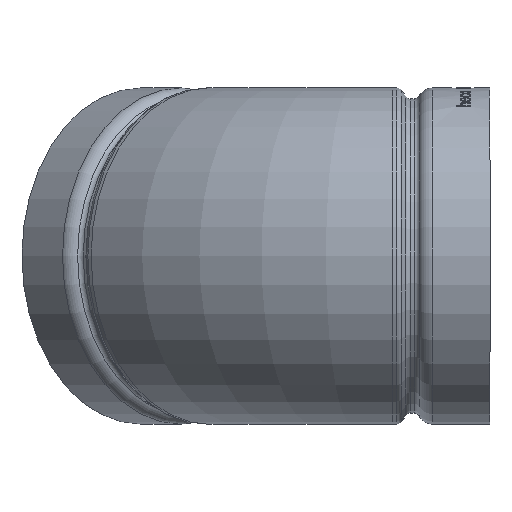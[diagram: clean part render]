
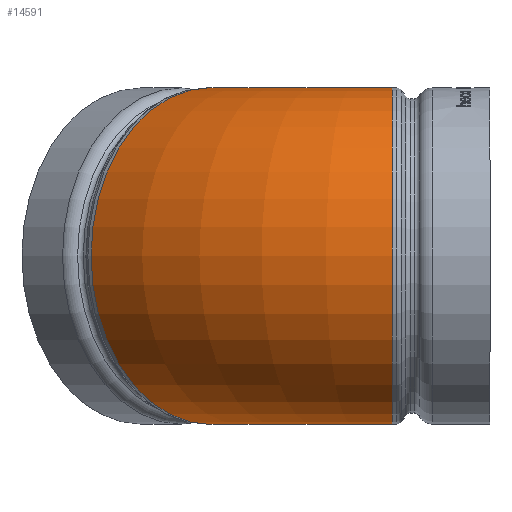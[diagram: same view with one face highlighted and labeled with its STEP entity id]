
A CAD part, left-side view. The second image highlights one B-rep face of the part: STEP entity #14591.
In plain terms, the highlighted toroidal (fillet/blend) face has major radius 68.221 mm and minor radius 44.45 mm.
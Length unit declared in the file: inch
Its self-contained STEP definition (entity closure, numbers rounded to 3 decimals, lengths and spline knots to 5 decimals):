
#2400 = ORIENTED_EDGE ( 'NONE', *, *, #10181, .F. ) ;
#2549 = EDGE_LOOP ( 'NONE', ( #2400 ) ) ;
#3061 = DIRECTION ( 'NONE',  ( 0., 0., -1. ) ) ;
#3168 = CARTESIAN_POINT ( 'NONE',  ( 0.78668, 0.78668, -1.75 ) ) ;
#3640 = DIRECTION ( 'NONE',  ( 0., 0., -1. ) ) ;
#5072 = CARTESIAN_POINT ( 'NONE',  ( 0., -1.11253, -1.75 ) ) ;
#5375 = CARTESIAN_POINT ( 'NONE',  ( 0.78668, 0.78668, 0. ) ) ;
#5376 = TOROIDAL_SURFACE ( 'NONE', #24515, 2.68588, 1.75 ) ;
#7472 = FACE_OUTER_BOUND ( 'NONE', #19725, .T. ) ;
#8323 = CIRCLE ( 'NONE', #10998, 1.75 ) ;
#9025 = AXIS2_PLACEMENT_3D ( 'NONE', #5375, #18861, #3061 ) ;
#10181 = EDGE_CURVE ( 'NONE', #22289, #22289, #21323, .T. ) ;
#10431 = VERTEX_POINT ( 'NONE', #5072 ) ;
#10998 = AXIS2_PLACEMENT_3D ( 'NONE', #20851, #21021, #3640 ) ;
#11719 = DIRECTION ( 'NONE',  ( 0., 0., 1. ) ) ;
#12764 = ORIENTED_EDGE ( 'NONE', *, *, #16127, .F. ) ;
#14591 = ADVANCED_FACE ( 'NONE', ( #7472, #16389 ), #5376, .T. ) ;
#16127 = EDGE_CURVE ( 'NONE', #10431, #10431, #8323, .T. ) ;
#16389 = FACE_OUTER_BOUND ( 'NONE', #2549, .T. ) ;
#17475 = DIRECTION ( 'NONE',  ( 0.707, 0.707, 0. ) ) ;
#18861 = DIRECTION ( 'NONE',  ( 0.707, 0.707, 0. ) ) ;
#19725 = EDGE_LOOP ( 'NONE', ( #12764 ) ) ;
#20851 = CARTESIAN_POINT ( 'NONE',  ( 0., -1.11253, 0. ) ) ;
#21021 = DIRECTION ( 'NONE',  ( 0., -1., 0. ) ) ;
#21323 = CIRCLE ( 'NONE', #9025, 1.75 ) ;
#22289 = VERTEX_POINT ( 'NONE', #3168 ) ;
#23099 = CARTESIAN_POINT ( 'NONE',  ( 2.68588, -1.11253, 0. ) ) ;
#24515 = AXIS2_PLACEMENT_3D ( 'NONE', #23099, #11719, #17475 ) ;
